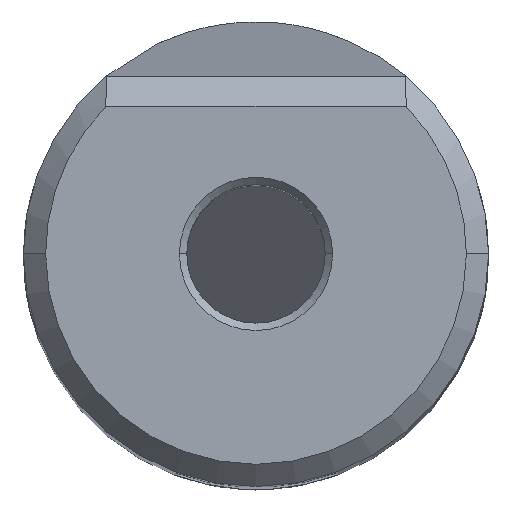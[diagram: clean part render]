
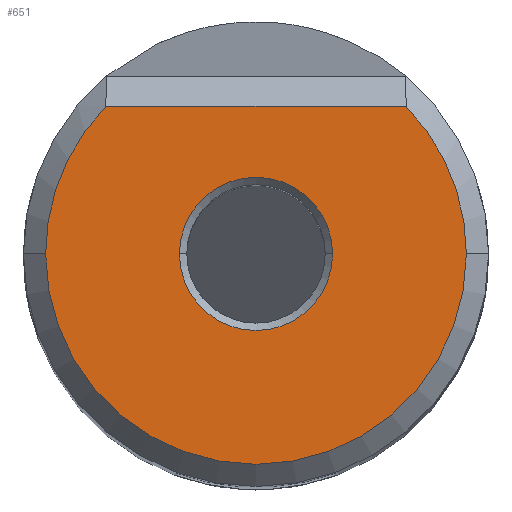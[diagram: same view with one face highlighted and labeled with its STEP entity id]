
A CAD part, top view. The second image highlights one B-rep face of the part: STEP entity #651.
In plain terms, the highlighted planar face has unit normal (0, 0, 1).
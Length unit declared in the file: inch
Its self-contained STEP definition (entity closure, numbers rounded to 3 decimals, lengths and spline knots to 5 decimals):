
#34 = EDGE_LOOP ( 'NONE', ( #616, #601 ) ) ;
#49 = FACE_OUTER_BOUND ( 'NONE', #154, .T. ) ;
#53 = CIRCLE ( 'NONE', #522, 0.28496 ) ;
#61 = CARTESIAN_POINT ( 'NONE',  ( -0.2033, 0.19968, 0. ) ) ;
#90 = CARTESIAN_POINT ( 'NONE',  ( 0.28496, 0., 0. ) ) ;
#113 = DIRECTION ( 'NONE',  ( 1., 0., 0. ) ) ;
#148 = VECTOR ( 'NONE', #499, 39.37008 ) ;
#154 = EDGE_LOOP ( 'NONE', ( #345, #757, #251, #637 ) ) ;
#170 = VERTEX_POINT ( 'NONE', #61 ) ;
#175 = DIRECTION ( 'NONE',  ( 1., 0., 0. ) ) ;
#185 = DIRECTION ( 'NONE',  ( 1., 0., 0. ) ) ;
#187 = CARTESIAN_POINT ( 'NONE',  ( 0., 0., 0. ) ) ;
#188 = VERTEX_POINT ( 'NONE', #702 ) ;
#195 = EDGE_CURVE ( 'NONE', #828, #170, #636, .T. ) ;
#202 = CIRCLE ( 'NONE', #782, 0.28496 ) ;
#213 = DIRECTION ( 'NONE',  ( 1., 0., 0. ) ) ;
#227 = EDGE_CURVE ( 'NONE', #442, #828, #202, .T. ) ;
#237 = DIRECTION ( 'NONE',  ( 1., 0., 0. ) ) ;
#251 = ORIENTED_EDGE ( 'NONE', *, *, #227, .T. ) ;
#270 = CARTESIAN_POINT ( 'NONE',  ( 0., 0., 0. ) ) ;
#283 = AXIS2_PLACEMENT_3D ( 'NONE', #684, #671, #237 ) ;
#298 = AXIS2_PLACEMENT_3D ( 'NONE', #627, #772, #185 ) ;
#302 = EDGE_CURVE ( 'NONE', #170, #596, #53, .T. ) ;
#336 = CIRCLE ( 'NONE', #592, 0.10375 ) ;
#345 = ORIENTED_EDGE ( 'NONE', *, *, #302, .T. ) ;
#427 = EDGE_CURVE ( 'NONE', #596, #442, #643, .T. ) ;
#435 = CARTESIAN_POINT ( 'NONE',  ( -0.28496, 0., 0. ) ) ;
#436 = DIRECTION ( 'NONE',  ( 0., 0., 1. ) ) ;
#438 = CARTESIAN_POINT ( 'NONE',  ( 0.2033, 0.19968, 0. ) ) ;
#442 = VERTEX_POINT ( 'NONE', #90 ) ;
#477 = EDGE_CURVE ( 'NONE', #687, #188, #336, .T. ) ;
#498 = CARTESIAN_POINT ( 'NONE',  ( 0., 0., 0. ) ) ;
#499 = DIRECTION ( 'NONE',  ( -1., 0., 0. ) ) ;
#522 = AXIS2_PLACEMENT_3D ( 'NONE', #270, #583, #213 ) ;
#556 = DIRECTION ( 'NONE',  ( 0., 0., 1. ) ) ;
#558 = CARTESIAN_POINT ( 'NONE',  ( 0., 0.19968, 0. ) ) ;
#579 = EDGE_CURVE ( 'NONE', #188, #687, #658, .T. ) ;
#583 = DIRECTION ( 'NONE',  ( 0., 0., 1. ) ) ;
#592 = AXIS2_PLACEMENT_3D ( 'NONE', #615, #814, #175 ) ;
#596 = VERTEX_POINT ( 'NONE', #435 ) ;
#601 = ORIENTED_EDGE ( 'NONE', *, *, #579, .T. ) ;
#615 = CARTESIAN_POINT ( 'NONE',  ( 0., 0., 0. ) ) ;
#616 = ORIENTED_EDGE ( 'NONE', *, *, #477, .T. ) ;
#627 = CARTESIAN_POINT ( 'NONE',  ( 0., 0., 0. ) ) ;
#635 = FACE_BOUND ( 'NONE', #34, .T. ) ;
#636 = LINE ( 'NONE', #558, #148 ) ;
#637 = ORIENTED_EDGE ( 'NONE', *, *, #195, .T. ) ;
#643 = CIRCLE ( 'NONE', #283, 0.28496 ) ;
#651 = ADVANCED_FACE ( 'NONE', ( #635, #49 ), #834, .T. ) ;
#658 = CIRCLE ( 'NONE', #298, 0.10375 ) ;
#671 = DIRECTION ( 'NONE',  ( 0., 0., 1. ) ) ;
#684 = CARTESIAN_POINT ( 'NONE',  ( 0., 0., 0. ) ) ;
#687 = VERTEX_POINT ( 'NONE', #729 ) ;
#702 = CARTESIAN_POINT ( 'NONE',  ( -0.10375, 0., 0. ) ) ;
#705 = DIRECTION ( 'NONE',  ( 1., 0., 0. ) ) ;
#729 = CARTESIAN_POINT ( 'NONE',  ( 0.10375, 0., 0. ) ) ;
#757 = ORIENTED_EDGE ( 'NONE', *, *, #427, .T. ) ;
#772 = DIRECTION ( 'NONE',  ( 0., 0., -1. ) ) ;
#782 = AXIS2_PLACEMENT_3D ( 'NONE', #187, #436, #113 ) ;
#783 = AXIS2_PLACEMENT_3D ( 'NONE', #498, #556, #705 ) ;
#814 = DIRECTION ( 'NONE',  ( 0., 0., -1. ) ) ;
#828 = VERTEX_POINT ( 'NONE', #438 ) ;
#834 = PLANE ( 'NONE',  #783 ) ;
